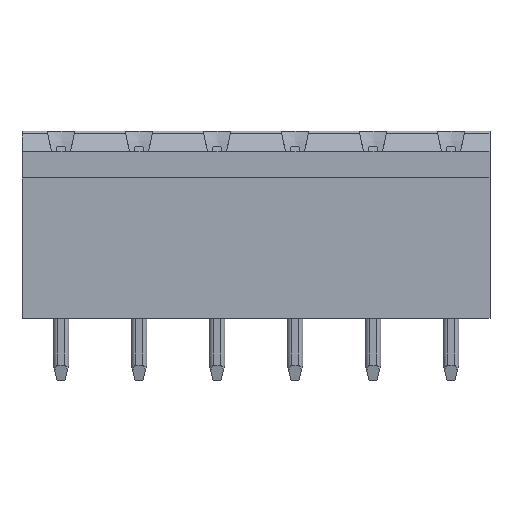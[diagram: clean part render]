
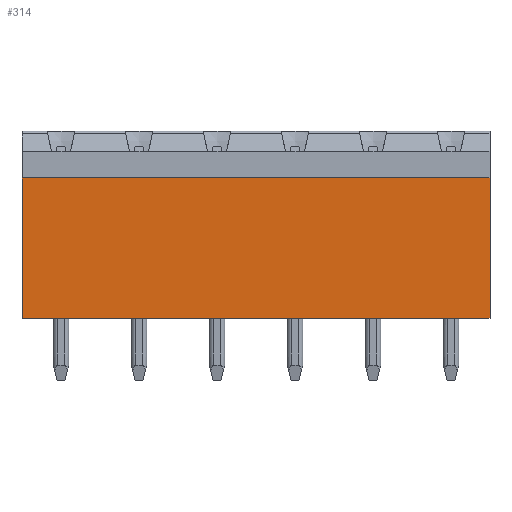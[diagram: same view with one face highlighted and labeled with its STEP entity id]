
A CAD part, front view. The second image highlights one B-rep face of the part: STEP entity #314.
In plain terms, the highlighted planar face has unit normal (0, -1, -0.022).
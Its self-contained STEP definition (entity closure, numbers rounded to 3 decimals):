
#314=ADVANCED_FACE('',(#740),#557,.F.);
#557=PLANE('',#4762);
#740=FACE_OUTER_BOUND('',#995,.T.);
#995=EDGE_LOOP('',(#1509,#1510,#1511,#1512));
#1509=ORIENTED_EDGE('',*,*,#3259,.F.);
#1510=ORIENTED_EDGE('',*,*,#3260,.T.);
#1511=ORIENTED_EDGE('',*,*,#3256,.F.);
#1512=ORIENTED_EDGE('',*,*,#3261,.T.);
#2791=VERTEX_POINT('',#6835);
#2792=VERTEX_POINT('',#6836);
#2793=VERTEX_POINT('',#6841);
#2794=VERTEX_POINT('',#6842);
#3256=EDGE_CURVE('',#2791,#2792,#3866,.T.);
#3259=EDGE_CURVE('',#2793,#2794,#3869,.T.);
#3260=EDGE_CURVE('',#2793,#2792,#3870,.T.);
#3261=EDGE_CURVE('',#2791,#2794,#3871,.T.);
#3866=LINE('',#6834,#4312);
#3869=LINE('',#6840,#4315);
#3870=LINE('',#6843,#4316);
#3871=LINE('',#6844,#4317);
#4312=VECTOR('',#5388,1.);
#4315=VECTOR('',#5393,1.);
#4316=VECTOR('',#5394,1.);
#4317=VECTOR('',#5395,1.);
#4762=AXIS2_PLACEMENT_3D('',#6845,#5396,#5397);
#5388=DIRECTION('',(1.,0.,0.));
#5393=DIRECTION('',(-1.,0.,0.));
#5394=DIRECTION('',(0.,-0.022,1.));
#5395=DIRECTION('',(0.,0.022,-1.));
#5396=DIRECTION('',(0.,1.,0.022));
#5397=DIRECTION('',(0.,0.022,-1.));
#6834=CARTESIAN_POINT('',(0.,0.8,-3.));
#6835=CARTESIAN_POINT('',(0.,0.8,-3.));
#6836=CARTESIAN_POINT('',(30.,0.8,-3.));
#6840=CARTESIAN_POINT('',(25.,1.,-12.));
#6841=CARTESIAN_POINT('',(30.,1.,-12.));
#6842=CARTESIAN_POINT('',(0.,1.,-12.));
#6843=CARTESIAN_POINT('',(30.,0.9,-7.5));
#6844=CARTESIAN_POINT('',(0.,0.8,-3.));
#6845=CARTESIAN_POINT('',(22.5,0.9,-7.5));
